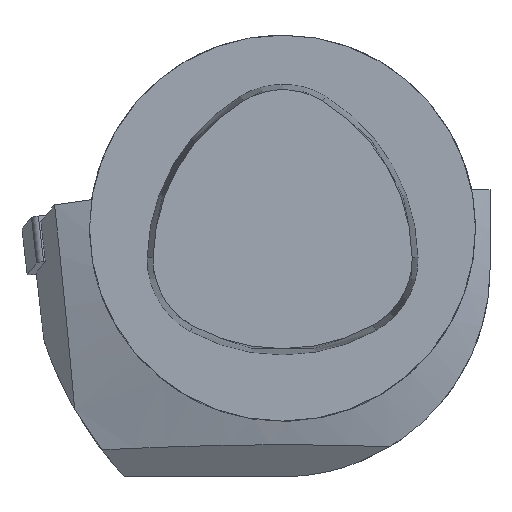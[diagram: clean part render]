
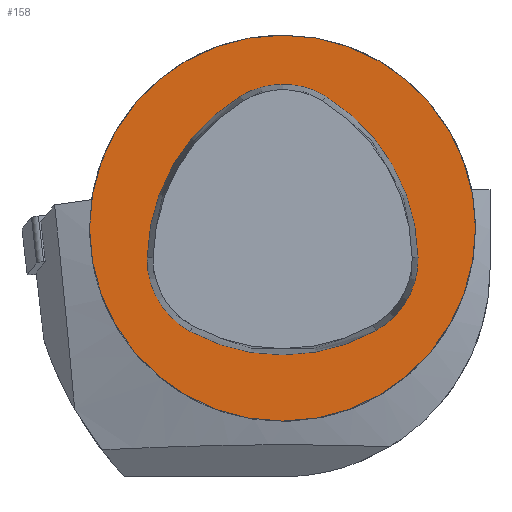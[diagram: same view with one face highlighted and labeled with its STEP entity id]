
A CAD part, top view. The second image highlights one B-rep face of the part: STEP entity #158.
In plain terms, the highlighted planar face has unit normal (0, 0, 1).
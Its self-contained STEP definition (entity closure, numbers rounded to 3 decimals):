
#69=PLANE('',#958);
#107=FACE_OUTER_BOUND('',#261,.T.);
#158=ADVANCED_FACE('',(#107),#69,.T.);
#216=CIRCLE('',#932,20.);
#261=EDGE_LOOP('',(#402));
#402=ORIENTED_EDGE('',*,*,#645,.T.);
#565=VERTEX_POINT('',#1298);
#645=EDGE_CURVE('',#565,#565,#216,.T.);
#932=AXIS2_PLACEMENT_3D('',#1297,#1038,#1039);
#958=AXIS2_PLACEMENT_3D('',#1460,#1122,#1123);
#1038=DIRECTION('',(0.,0.,1.));
#1039=DIRECTION('',(0.,1.,0.));
#1122=DIRECTION('',(0.,0.,1.));
#1123=DIRECTION('',(0.,1.,0.));
#1297=CARTESIAN_POINT('',(0.,0.,0.));
#1298=CARTESIAN_POINT('',(0.,20.,0.));
#1460=CARTESIAN_POINT('',(0.,0.,0.));
